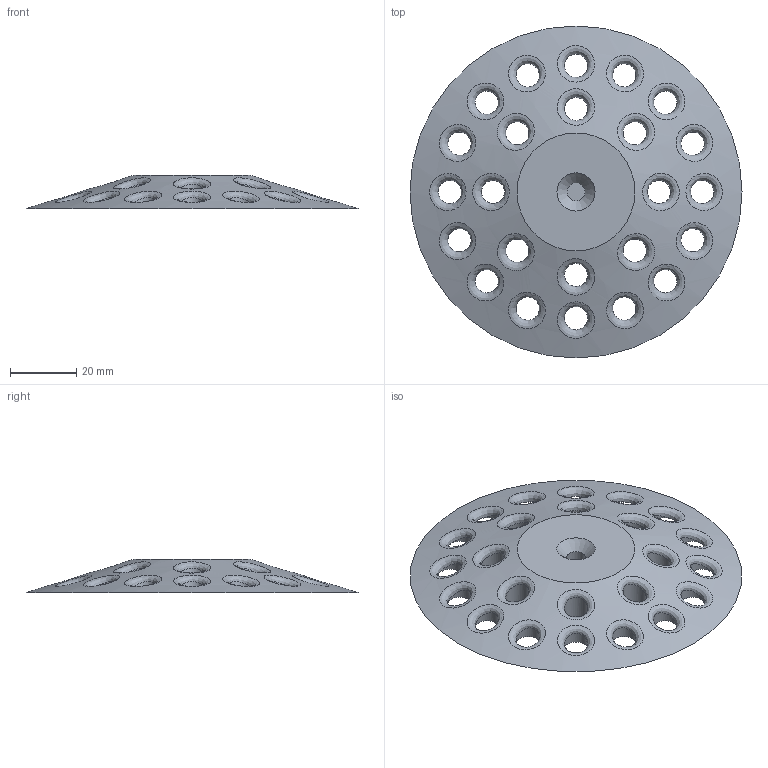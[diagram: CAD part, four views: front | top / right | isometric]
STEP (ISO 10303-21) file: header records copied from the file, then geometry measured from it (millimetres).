
FILE_DESCRIPTION(/* description */ (''),/* implementation_level */ '2;1');
FILE_NAME(/* name */ 'TinVesselHolderv5.step',/* time_stamp */ '2023-11-10T12:19:04+01:00',/* author */ (''),/* organization */ (''),/* preprocessor_version */ 'ST-DEVELOPER v20',/* originating_system */ 'Autodesk Translation Framework v12.14.0.127',/* authorisation */ '');
FILE_SCHEMA (('AUTOMOTIVE_DESIGN { 1 0 10303 214 3 1 1 }'));
Length unit declared in the file: millimetre
Products named in the file (2): TinVesselHolder; BasePlate
Assembly tree (1 placements, depth 2):
  TinVesselHolder
    BasePlate
Bounding box: 100 x 100 x 10 mm (x, y, z)
Volume: 33231.2 mm3; surface area: 16414 mm2
Topology: 1 solids, 1 shells, 54 faces, 159 edges, 106 vertices
Faces by surface type: cylinder 25, bspline 24, plane 3, cone 2
Full cylindrical faces by diameter (mm): 5.5 x1, 7 x8
Entity records: 4982 total; most frequent: CARTESIAN_POINT 3594, ORIENTED_EDGE 318, DIRECTION 187, EDGE_CURVE 159, VERTEX_POINT 106, EDGE_LOOP 101, B_SPLINE_CURVE_WITH_KNOTS 92, AXIS2_PLACEMENT_3D 87
